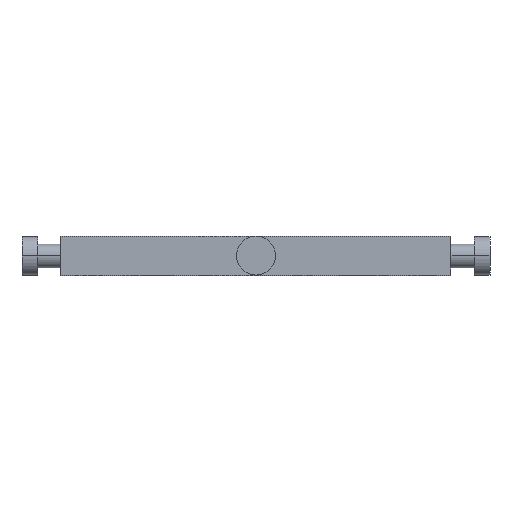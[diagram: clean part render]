
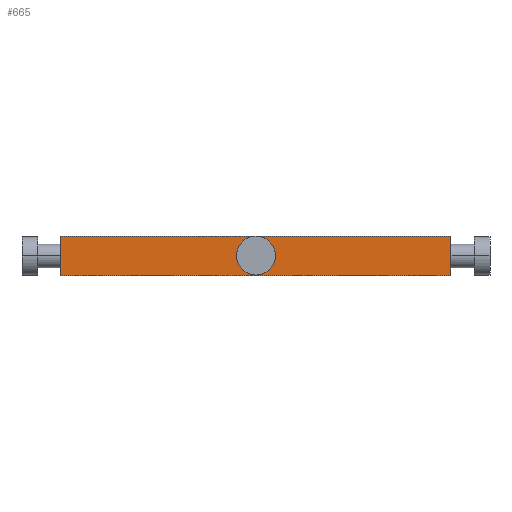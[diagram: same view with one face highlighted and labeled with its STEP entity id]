
A CAD part, top view. The second image highlights one B-rep face of the part: STEP entity #665.
In plain terms, the highlighted planar face has unit normal (0, 0, 1).
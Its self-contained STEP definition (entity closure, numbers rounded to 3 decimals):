
#64 = CARTESIAN_POINT ( 'NONE',  ( 50., 0., 0. ) ) ;
#94 = VECTOR ( 'NONE', #1690, 1000. ) ;
#105 = DIRECTION ( 'NONE',  ( 0., -1., 0. ) ) ;
#195 = EDGE_LOOP ( 'NONE', ( #748, #1528 ) ) ;
#222 = DIRECTION ( 'NONE',  ( 0., 0., 1. ) ) ;
#273 = ORIENTED_EDGE ( 'NONE', *, *, #1449, .F. ) ;
#307 = DIRECTION ( 'NONE',  ( -1., 0., 0. ) ) ;
#377 = EDGE_CURVE ( 'NONE', #414, #1712, #1787, .T. ) ;
#381 = CARTESIAN_POINT ( 'NONE',  ( 0., 5., 0. ) ) ;
#414 = VERTEX_POINT ( 'NONE', #1521 ) ;
#433 = CARTESIAN_POINT ( 'NONE',  ( 0., 5., 0. ) ) ;
#482 = LINE ( 'NONE', #490, #1594 ) ;
#483 = VECTOR ( 'NONE', #105, 1000. ) ;
#490 = CARTESIAN_POINT ( 'NONE',  ( 0., 0., 0. ) ) ;
#503 = AXIS2_PLACEMENT_3D ( 'NONE', #433, #1577, #307 ) ;
#562 = LINE ( 'NONE', #1287, #857 ) ;
#584 = EDGE_LOOP ( 'NONE', ( #1131, #273, #1160, #1701 ) ) ;
#601 = FACE_BOUND ( 'NONE', #195, .T. ) ;
#665 = ADVANCED_FACE ( 'NONE', ( #1326, #601 ), #1028, .F. ) ;
#681 = AXIS2_PLACEMENT_3D ( 'NONE', #1526, #941, #1081 ) ;
#748 = ORIENTED_EDGE ( 'NONE', *, *, #1578, .F. ) ;
#780 = DIRECTION ( 'NONE',  ( 1., 0., 0. ) ) ;
#812 = EDGE_CURVE ( 'NONE', #1712, #1291, #482, .T. ) ;
#816 = CARTESIAN_POINT ( 'NONE',  ( 50., 5., 0. ) ) ;
#844 = DIRECTION ( 'NONE',  ( 1., 0., 0. ) ) ;
#857 = VECTOR ( 'NONE', #844, 1000. ) ;
#894 = CIRCLE ( 'NONE', #938, 1.5 ) ;
#903 = EDGE_CURVE ( 'NONE', #1607, #1401, #1044, .T. ) ;
#912 = CARTESIAN_POINT ( 'NONE',  ( 26.5, 2.5, 0. ) ) ;
#938 = AXIS2_PLACEMENT_3D ( 'NONE', #1496, #222, #780 ) ;
#941 = DIRECTION ( 'NONE',  ( 0., 0., 1. ) ) ;
#943 = EDGE_CURVE ( 'NONE', #1815, #1291, #1242, .T. ) ;
#1028 = PLANE ( 'NONE',  #503 ) ;
#1044 = CIRCLE ( 'NONE', #681, 1.5 ) ;
#1065 = DIRECTION ( 'NONE',  ( 1., 0., 0. ) ) ;
#1081 = DIRECTION ( 'NONE',  ( 1., 0., 0. ) ) ;
#1131 = ORIENTED_EDGE ( 'NONE', *, *, #943, .F. ) ;
#1160 = ORIENTED_EDGE ( 'NONE', *, *, #377, .T. ) ;
#1242 = LINE ( 'NONE', #816, #483 ) ;
#1287 = CARTESIAN_POINT ( 'NONE',  ( 0., 5., 0. ) ) ;
#1291 = VERTEX_POINT ( 'NONE', #64 ) ;
#1326 = FACE_OUTER_BOUND ( 'NONE', #584, .T. ) ;
#1401 = VERTEX_POINT ( 'NONE', #1835 ) ;
#1449 = EDGE_CURVE ( 'NONE', #414, #1815, #562, .T. ) ;
#1496 = CARTESIAN_POINT ( 'NONE',  ( 25., 2.5, 0. ) ) ;
#1521 = CARTESIAN_POINT ( 'NONE',  ( 0., 5., 0. ) ) ;
#1526 = CARTESIAN_POINT ( 'NONE',  ( 25., 2.5, 0. ) ) ;
#1528 = ORIENTED_EDGE ( 'NONE', *, *, #903, .F. ) ;
#1548 = CARTESIAN_POINT ( 'NONE',  ( 50., 5., 0. ) ) ;
#1577 = DIRECTION ( 'NONE',  ( 0., 0., -1. ) ) ;
#1578 = EDGE_CURVE ( 'NONE', #1401, #1607, #894, .T. ) ;
#1594 = VECTOR ( 'NONE', #1065, 1000. ) ;
#1607 = VERTEX_POINT ( 'NONE', #912 ) ;
#1665 = CARTESIAN_POINT ( 'NONE',  ( 0., 0., 0. ) ) ;
#1690 = DIRECTION ( 'NONE',  ( 0., -1., 0. ) ) ;
#1701 = ORIENTED_EDGE ( 'NONE', *, *, #812, .T. ) ;
#1712 = VERTEX_POINT ( 'NONE', #1665 ) ;
#1787 = LINE ( 'NONE', #381, #94 ) ;
#1815 = VERTEX_POINT ( 'NONE', #1548 ) ;
#1835 = CARTESIAN_POINT ( 'NONE',  ( 23.5, 2.5, 0. ) ) ;
